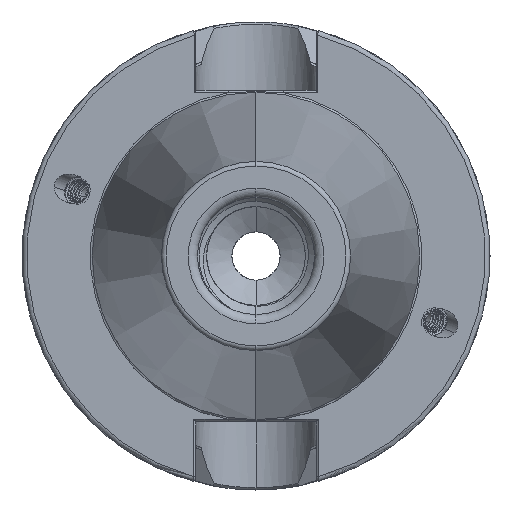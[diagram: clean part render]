
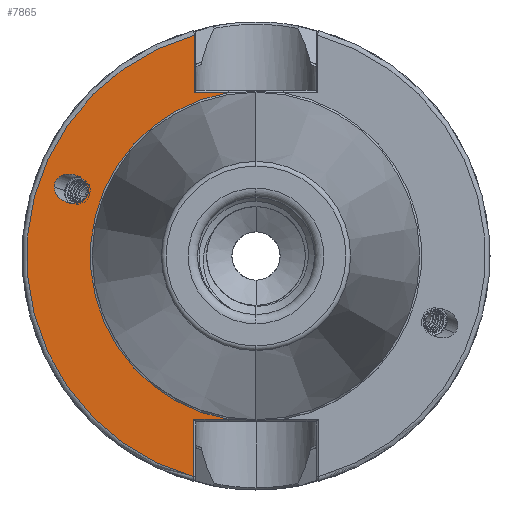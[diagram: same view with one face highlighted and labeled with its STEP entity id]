
A CAD part, left-side view. The second image highlights one B-rep face of the part: STEP entity #7865.
In plain terms, the highlighted planar face has unit normal (-1, 0, 0).
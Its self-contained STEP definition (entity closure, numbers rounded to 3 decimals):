
#2839 = VERTEX_POINT ( 'NONE', #12878 ) ;
#2841 = VERTEX_POINT ( 'NONE', #12880 ) ;
#2842 = VERTEX_POINT ( 'NONE', #12881 ) ;
#3921 =( BOUNDED_CURVE ( )  B_SPLINE_CURVE ( 3, ( #5971, #5972, #5973, #5974 ),
 .UNSPECIFIED., .F., .F. ) 
 B_SPLINE_CURVE_WITH_KNOTS ( ( 4, 4 ),
 ( 0., 2.852 ),
 .UNSPECIFIED. ) 
 CURVE ( )  GEOMETRIC_REPRESENTATION_ITEM ( )  RATIONAL_B_SPLINE_CURVE ( ( 1., 0.43, 0.43, 1. ) ) 
 REPRESENTATION_ITEM ( '' )  );
#3933 =( BOUNDED_CURVE ( )  B_SPLINE_CURVE ( 3, ( #11429, #11430, #11431, #11432 ),
 .UNSPECIFIED., .F., .T. ) 
 B_SPLINE_CURVE_WITH_KNOTS ( ( 4, 4 ),
 ( 2.852, 5.993 ),
 .UNSPECIFIED. ) 
 CURVE ( )  GEOMETRIC_REPRESENTATION_ITEM ( )  RATIONAL_B_SPLINE_CURVE ( ( 1., 0.333, 0.333, 1. ) ) 
 REPRESENTATION_ITEM ( '' )  );
#3950 =( BOUNDED_CURVE ( )  B_SPLINE_CURVE ( 3, ( #11422, #11423, #11424, #11425 ),
 .UNSPECIFIED., .F., .T. ) 
 B_SPLINE_CURVE_WITH_KNOTS ( ( 4, 4 ),
 ( 5.993, 6.283 ),
 .UNSPECIFIED. ) 
 CURVE ( )  GEOMETRIC_REPRESENTATION_ITEM ( )  RATIONAL_B_SPLINE_CURVE ( ( 1., 0.993, 0.993, 1. ) ) 
 REPRESENTATION_ITEM ( '' )  );
#5953 = CARTESIAN_POINT ( 'NONE',  ( 0., 0., 0. ) ) ;
#5954 = LINE ( 'NONE', #5955, #10605 ) ;
#5955 = CARTESIAN_POINT ( 'NONE',  ( 0., 13.194, 47.285 ) ) ;
#5956 = DIRECTION ( 'NONE',  ( 0., 0., 1. ) ) ;
#5957 = LINE ( 'NONE', #5958, #10606 ) ;
#5958 = CARTESIAN_POINT ( 'NONE',  ( 0., 12.85, 34.9 ) ) ;
#5959 = DIRECTION ( 'NONE',  ( 0., 1., 0. ) ) ;
#5960 = DIRECTION ( 'NONE',  ( -1., 0., 0. ) ) ;
#5961 = DIRECTION ( 'NONE',  ( 0., 0., 1. ) ) ;
#5962 = CARTESIAN_POINT ( 'NONE',  ( 0., 0., 0. ) ) ;
#5963 = LINE ( 'NONE', #5964, #10608 ) ;
#5964 = CARTESIAN_POINT ( 'NONE',  ( 0., 35.398, -34.9 ) ) ;
#5965 = DIRECTION ( 'NONE',  ( 0., -1., 0. ) ) ;
#5966 = DIRECTION ( 'NONE',  ( -1., 0., 0. ) ) ;
#5967 = DIRECTION ( 'NONE',  ( 0., 0., 1. ) ) ;
#5968 = LINE ( 'NONE', #5969, #10610 ) ;
#5969 = CARTESIAN_POINT ( 'NONE',  ( 0., 13.279, 0. ) ) ;
#5970 = DIRECTION ( 'NONE',  ( 0., 0., 1. ) ) ;
#5971 = CARTESIAN_POINT ( 'NONE',  ( 0., 35.968, 13.091 ) ) ;
#5972 = CARTESIAN_POINT ( 'NONE',  ( 0., 37.57, 8.69 ) ) ;
#5973 = CARTESIAN_POINT ( 'NONE',  ( 0., 43.118, 9.99 ) ) ;
#5974 = CARTESIAN_POINT ( 'NONE',  ( 0., 43.118, 14.766 ) ) ;
#6155 = ORIENTED_EDGE ( 'NONE', *, *, #11018, .T. ) ;
#6156 = ORIENTED_EDGE ( 'NONE', *, *, #11019, .T. ) ;
#6157 = ORIENTED_EDGE ( 'NONE', *, *, #11020, .F. ) ;
#6158 = ORIENTED_EDGE ( 'NONE', *, *, #11024, .T. ) ;
#6159 = ORIENTED_EDGE ( 'NONE', *, *, #7706, .T. ) ;
#6161 = ORIENTED_EDGE ( 'NONE', *, *, #11021, .T. ) ;
#6164 = ORIENTED_EDGE ( 'NONE', *, *, #11023, .T. ) ;
#6165 = ORIENTED_EDGE ( 'NONE', *, *, #11022, .T. ) ;
#6175 = ORIENTED_EDGE ( 'NONE', *, *, #7708, .T. ) ;
#6964 = CARTESIAN_POINT ( 'NONE',  ( 0., 13.194, 47.19 ) ) ;
#6965 = CARTESIAN_POINT ( 'NONE',  ( 0., 13.279, -47.166 ) ) ;
#6966 = CARTESIAN_POINT ( 'NONE',  ( 0., 13.279, -34.9 ) ) ;
#6967 = CARTESIAN_POINT ( 'NONE',  ( 0., 5.916, -34.9 ) ) ;
#6968 = CARTESIAN_POINT ( 'NONE',  ( 0., 5.916, 34.9 ) ) ;
#6969 = CARTESIAN_POINT ( 'NONE',  ( 0., 13.194, 34.9 ) ) ;
#7165 = CIRCLE ( 'NONE', #10604, 35.398 ) ;
#7166 = CIRCLE ( 'NONE', #10598, 49. ) ;
#7402 = EDGE_LOOP ( 'NONE', ( #6165, #6164, #6161, #6157, #6156, #6155 ) ) ;
#7500 = EDGE_LOOP ( 'NONE', ( #6158, #6175, #6159 ) ) ;
#7706 = EDGE_CURVE ( 'NONE', #2842, #2841, #3950, .T. ) ;
#7708 = EDGE_CURVE ( 'NONE', #2839, #2842, #3933, .T. ) ;
#7865 = ADVANCED_FACE ( 'NONE', ( #14323, #14327 ), #8392, .F. ) ;
#8392 = PLANE ( 'NONE',  #14329 ) ;
#8393 = CARTESIAN_POINT ( 'NONE',  ( 0., 35.398, 0. ) ) ;
#8394 = DIRECTION ( 'NONE',  ( 1., 0., 0. ) ) ;
#8395 = DIRECTION ( 'NONE',  ( 0., 0., -1. ) ) ;
#8649 = VERTEX_POINT ( 'NONE', #6964 ) ;
#8650 = VERTEX_POINT ( 'NONE', #6965 ) ;
#8651 = VERTEX_POINT ( 'NONE', #6966 ) ;
#8652 = VERTEX_POINT ( 'NONE', #6967 ) ;
#8653 = VERTEX_POINT ( 'NONE', #6968 ) ;
#8654 = VERTEX_POINT ( 'NONE', #6969 ) ;
#10598 = AXIS2_PLACEMENT_3D ( 'NONE', #5962, #5966, #5967 ) ;
#10604 = AXIS2_PLACEMENT_3D ( 'NONE', #5953, #5960, #5961 ) ;
#10605 = VECTOR ( 'NONE', #5956, 1000. ) ;
#10606 = VECTOR ( 'NONE', #5959, 1000. ) ;
#10608 = VECTOR ( 'NONE', #5965, 1000. ) ;
#10610 = VECTOR ( 'NONE', #5970, 1000. ) ;
#11018 = EDGE_CURVE ( 'NONE', #8654, #8649, #5954, .T. ) ;
#11019 = EDGE_CURVE ( 'NONE', #8653, #8654, #5957, .T. ) ;
#11020 = EDGE_CURVE ( 'NONE', #8653, #8652, #7165, .T. ) ;
#11021 = EDGE_CURVE ( 'NONE', #8651, #8652, #5963, .T. ) ;
#11022 = EDGE_CURVE ( 'NONE', #8649, #8650, #7166, .T. ) ;
#11023 = EDGE_CURVE ( 'NONE', #8650, #8651, #5968, .T. ) ;
#11024 = EDGE_CURVE ( 'NONE', #2841, #2839, #3921, .T. ) ;
#11422 = CARTESIAN_POINT ( 'NONE',  ( 0., 35.816, 13.963 ) ) ;
#11423 = CARTESIAN_POINT ( 'NONE',  ( 0., 35.816, 13.662 ) ) ;
#11424 = CARTESIAN_POINT ( 'NONE',  ( 0., 35.867, 13.369 ) ) ;
#11425 = CARTESIAN_POINT ( 'NONE',  ( 0., 35.968, 13.091 ) ) ;
#11429 = CARTESIAN_POINT ( 'NONE',  ( 0., 43.118, 14.766 ) ) ;
#11430 = CARTESIAN_POINT ( 'NONE',  ( 0., 43.118, 20.987 ) ) ;
#11431 = CARTESIAN_POINT ( 'NONE',  ( 0., 35.816, 20.184 ) ) ;
#11432 = CARTESIAN_POINT ( 'NONE',  ( 0., 35.816, 13.963 ) ) ;
#12878 = CARTESIAN_POINT ( 'NONE',  ( 0., 43.118, 14.766 ) ) ;
#12880 = CARTESIAN_POINT ( 'NONE',  ( 0., 35.968, 13.091 ) ) ;
#12881 = CARTESIAN_POINT ( 'NONE',  ( 0., 35.816, 13.963 ) ) ;
#14323 = FACE_BOUND ( 'NONE', #7500, .T. ) ;
#14327 = FACE_OUTER_BOUND ( 'NONE', #7402, .T. ) ;
#14329 = AXIS2_PLACEMENT_3D ( 'NONE', #8393, #8394, #8395 ) ;
